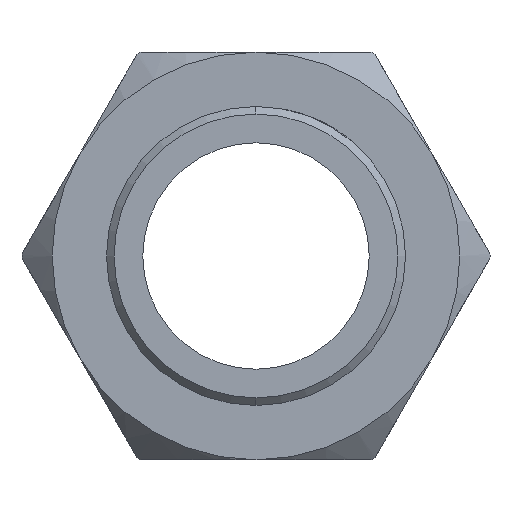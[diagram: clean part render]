
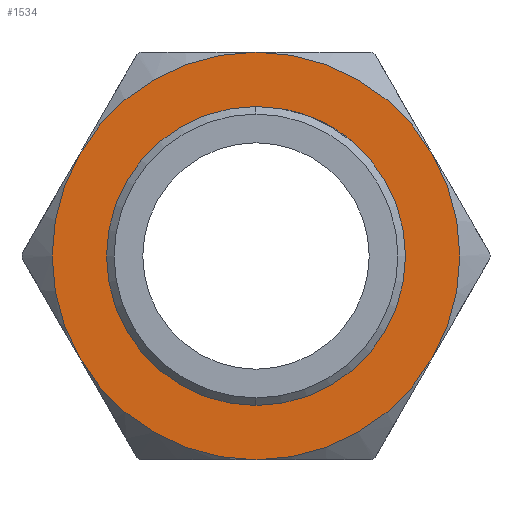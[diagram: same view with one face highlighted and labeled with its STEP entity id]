
A CAD part, left-side view. The second image highlights one B-rep face of the part: STEP entity #1534.
In plain terms, the highlighted planar face has unit normal (-1, 0, 0).
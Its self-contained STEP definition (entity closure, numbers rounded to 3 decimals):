
#35 = ORIENTED_EDGE ( 'NONE', *, *, #2368, .T. ) ;
#280 = CARTESIAN_POINT ( 'NONE',  ( 21.5, 0., 0. ) ) ;
#330 = CIRCLE ( 'NONE', #4705, 13.5 ) ;
#467 = CARTESIAN_POINT ( 'NONE',  ( 21.5, 0., 9.9 ) ) ;
#476 = VERTEX_POINT ( 'NONE', #1001 ) ;
#517 = CARTESIAN_POINT ( 'NONE',  ( 21.5, 11.691, 6.75 ) ) ;
#540 = VERTEX_POINT ( 'NONE', #3957 ) ;
#698 = CIRCLE ( 'NONE', #3039, 13.5 ) ;
#712 = EDGE_CURVE ( 'NONE', #4303, #1105, #1903, .T. ) ;
#783 = AXIS2_PLACEMENT_3D ( 'NONE', #2483, #4917, #3896 ) ;
#1001 = CARTESIAN_POINT ( 'NONE',  ( 21.5, -11.691, -6.75 ) ) ;
#1105 = VERTEX_POINT ( 'NONE', #467 ) ;
#1128 = DIRECTION ( 'NONE',  ( -1., 0., 0. ) ) ;
#1285 = CARTESIAN_POINT ( 'NONE',  ( 21.5, 0., 13.5 ) ) ;
#1534 = ADVANCED_FACE ( 'NONE', ( #2008, #2876 ), #4553, .F. ) ;
#1743 = AXIS2_PLACEMENT_3D ( 'NONE', #2006, #3688, #4370 ) ;
#1749 = ORIENTED_EDGE ( 'NONE', *, *, #4292, .T. ) ;
#1827 = AXIS2_PLACEMENT_3D ( 'NONE', #280, #4773, #4312 ) ;
#1903 = CIRCLE ( 'NONE', #783, 9.9 ) ;
#1985 = CIRCLE ( 'NONE', #3032, 13.5 ) ;
#2006 = CARTESIAN_POINT ( 'NONE',  ( 21.5, 0., 0. ) ) ;
#2008 = FACE_BOUND ( 'NONE', #3767, .T. ) ;
#2030 = DIRECTION ( 'NONE',  ( 0., 0., 1. ) ) ;
#2077 = AXIS2_PLACEMENT_3D ( 'NONE', #3375, #3871, #2209 ) ;
#2109 = EDGE_CURVE ( 'NONE', #1105, #4303, #4427, .T. ) ;
#2152 = CARTESIAN_POINT ( 'NONE',  ( 21.5, 0., -9.9 ) ) ;
#2209 = DIRECTION ( 'NONE',  ( 0., 0., 1. ) ) ;
#2253 = CIRCLE ( 'NONE', #2077, 13.5 ) ;
#2266 = VERTEX_POINT ( 'NONE', #1285 ) ;
#2368 = EDGE_CURVE ( 'NONE', #2492, #2266, #2253, .T. ) ;
#2391 = ORIENTED_EDGE ( 'NONE', *, *, #4249, .T. ) ;
#2427 = EDGE_CURVE ( 'NONE', #540, #2545, #330, .T. ) ;
#2446 = DIRECTION ( 'NONE',  ( 1., 0., 0. ) ) ;
#2483 = CARTESIAN_POINT ( 'NONE',  ( 21.5, 0., 0. ) ) ;
#2492 = VERTEX_POINT ( 'NONE', #5262 ) ;
#2497 = DIRECTION ( 'NONE',  ( 0., 0., 1. ) ) ;
#2545 = VERTEX_POINT ( 'NONE', #4490 ) ;
#2589 = CARTESIAN_POINT ( 'NONE',  ( 21.5, 0., 0. ) ) ;
#2876 = FACE_OUTER_BOUND ( 'NONE', #5194, .T. ) ;
#2999 = EDGE_CURVE ( 'NONE', #2545, #476, #1985, .T. ) ;
#3032 = AXIS2_PLACEMENT_3D ( 'NONE', #4227, #4109, #2030 ) ;
#3039 = AXIS2_PLACEMENT_3D ( 'NONE', #4256, #4138, #2497 ) ;
#3298 = ORIENTED_EDGE ( 'NONE', *, *, #4785, .T. ) ;
#3375 = CARTESIAN_POINT ( 'NONE',  ( 21.5, 0., 0. ) ) ;
#3688 = DIRECTION ( 'NONE',  ( -1., 0., 0. ) ) ;
#3756 = CARTESIAN_POINT ( 'NONE',  ( 21.5, 0., 0. ) ) ;
#3767 = EDGE_LOOP ( 'NONE', ( #4152, #3939 ) ) ;
#3871 = DIRECTION ( 'NONE',  ( -1., 0., 0. ) ) ;
#3896 = DIRECTION ( 'NONE',  ( 0., 0., 1. ) ) ;
#3939 = ORIENTED_EDGE ( 'NONE', *, *, #712, .F. ) ;
#3957 = CARTESIAN_POINT ( 'NONE',  ( 21.5, 11.691, -6.75 ) ) ;
#3992 = AXIS2_PLACEMENT_3D ( 'NONE', #4865, #1128, #5300 ) ;
#4081 = DIRECTION ( 'NONE',  ( 0., 0., -1. ) ) ;
#4109 = DIRECTION ( 'NONE',  ( -1., 0., 0. ) ) ;
#4138 = DIRECTION ( 'NONE',  ( -1., 0., 0. ) ) ;
#4152 = ORIENTED_EDGE ( 'NONE', *, *, #2109, .F. ) ;
#4187 = CIRCLE ( 'NONE', #1827, 13.5 ) ;
#4227 = CARTESIAN_POINT ( 'NONE',  ( 21.5, 0., 0. ) ) ;
#4249 = EDGE_CURVE ( 'NONE', #4304, #540, #5234, .T. ) ;
#4256 = CARTESIAN_POINT ( 'NONE',  ( 21.5, 0., 0. ) ) ;
#4266 = AXIS2_PLACEMENT_3D ( 'NONE', #3756, #2446, #4081 ) ;
#4292 = EDGE_CURVE ( 'NONE', #476, #2492, #698, .T. ) ;
#4303 = VERTEX_POINT ( 'NONE', #2152 ) ;
#4304 = VERTEX_POINT ( 'NONE', #517 ) ;
#4312 = DIRECTION ( 'NONE',  ( 0., 0., 1. ) ) ;
#4337 = DIRECTION ( 'NONE',  ( -1., 0., 0. ) ) ;
#4370 = DIRECTION ( 'NONE',  ( 0., 0., 1. ) ) ;
#4427 = CIRCLE ( 'NONE', #3992, 9.9 ) ;
#4490 = CARTESIAN_POINT ( 'NONE',  ( 21.5, 0., -13.5 ) ) ;
#4553 = PLANE ( 'NONE',  #4266 ) ;
#4646 = DIRECTION ( 'NONE',  ( 0., 0., 1. ) ) ;
#4705 = AXIS2_PLACEMENT_3D ( 'NONE', #2589, #4337, #4646 ) ;
#4773 = DIRECTION ( 'NONE',  ( -1., 0., 0. ) ) ;
#4785 = EDGE_CURVE ( 'NONE', #2266, #4304, #4187, .T. ) ;
#4865 = CARTESIAN_POINT ( 'NONE',  ( 21.5, 0., 0. ) ) ;
#4917 = DIRECTION ( 'NONE',  ( -1., 0., 0. ) ) ;
#5183 = ORIENTED_EDGE ( 'NONE', *, *, #2427, .T. ) ;
#5194 = EDGE_LOOP ( 'NONE', ( #5183, #5268, #1749, #35, #3298, #2391 ) ) ;
#5234 = CIRCLE ( 'NONE', #1743, 13.5 ) ;
#5262 = CARTESIAN_POINT ( 'NONE',  ( 21.5, -11.691, 6.75 ) ) ;
#5268 = ORIENTED_EDGE ( 'NONE', *, *, #2999, .T. ) ;
#5300 = DIRECTION ( 'NONE',  ( 0., 0., 1. ) ) ;
